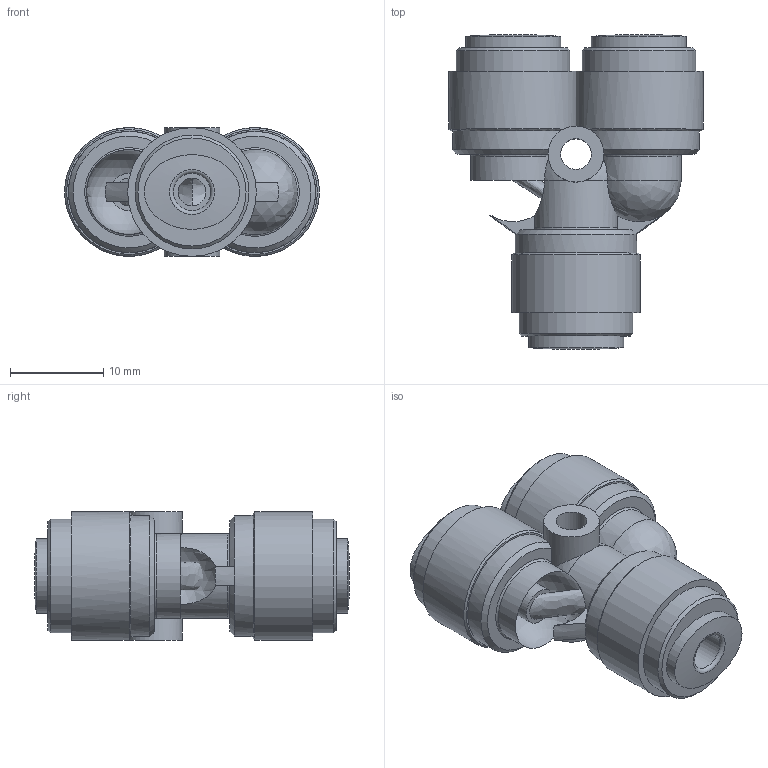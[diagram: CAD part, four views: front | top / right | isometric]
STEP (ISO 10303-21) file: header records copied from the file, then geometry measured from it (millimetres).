
FILE_DESCRIPTION((''),'2;1');
FILE_NAME('Fluidfit Products 3D Ass''HUY 0404.stp','2011-11-04T13:22:26',('Microsoft'),(''),'Autodesk Inventor 2008','Autodesk Inventor 2008','');
FILE_SCHEMA(('AUTOMOTIVE_DESIGN { 1 0 10303 214 1 1 1 1 }'));
Length unit declared in the file: millimetre
Products named in the file (1): HUY 0404
Bounding box: 27.3 x 33.7 x 13.8 mm (x, y, z)
Volume: 5226.8 mm3; surface area: 3472.1 mm2
Topology: 1 solids, 1 shells, 73 faces, 182 edges, 113 vertices
Faces by surface type: bspline 29, plane 15, cylinder 14, cone 7, sphere 5, torus 3
Full cylindrical faces by diameter (mm): 3.3 x1, 4 x2, 6 x2, 12.2 x2, 13 x1, 13.8 x1
Entity records: 2997 total; most frequent: CARTESIAN_POINT 1499, ORIENTED_EDGE 302, DIRECTION 270, EDGE_CURVE 151, AXIS2_PLACEMENT_3D 125, VERTEX_POINT 109, EDGE_LOOP 108, FACE_OUTER_BOUND 73
